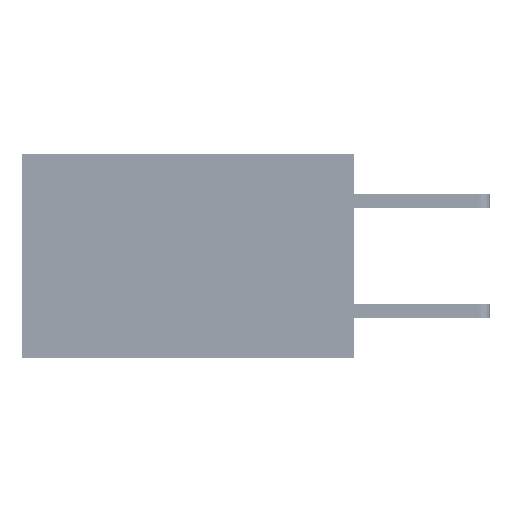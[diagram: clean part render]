
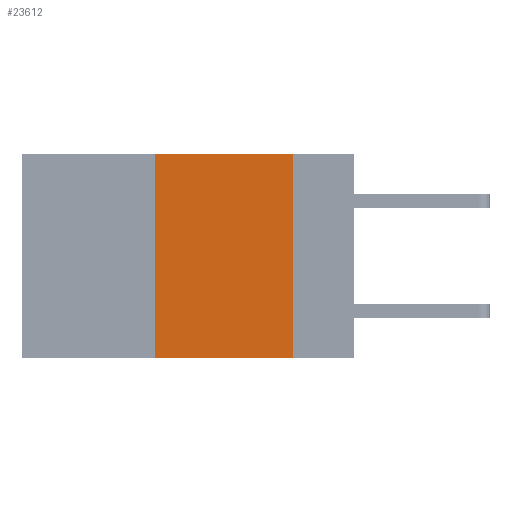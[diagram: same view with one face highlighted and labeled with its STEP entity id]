
A CAD part, left-side view. The second image highlights one B-rep face of the part: STEP entity #23612.
In plain terms, the highlighted planar face has unit normal (-1, 0, 0).
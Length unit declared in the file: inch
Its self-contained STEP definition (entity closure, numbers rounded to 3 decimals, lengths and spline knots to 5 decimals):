
#1998 = ORIENTED_EDGE ( 'NONE', *, *, #19876, .F. ) ;
#2511 = CARTESIAN_POINT ( 'NONE',  ( 0., 0.11, 0. ) ) ;
#4041 = CARTESIAN_POINT ( 'NONE',  ( 0., 0.11, -0.37 ) ) ;
#7421 = LINE ( 'NONE', #28576, #49012 ) ;
#7763 = PLANE ( 'NONE',  #16234 ) ;
#7900 = EDGE_CURVE ( 'NONE', #46370, #14479, #7421, .T. ) ;
#8087 = DIRECTION ( 'NONE',  ( 0., 0., -1. ) ) ;
#8865 = CARTESIAN_POINT ( 'NONE',  ( 0., 0.6, 0. ) ) ;
#10825 = CARTESIAN_POINT ( 'NONE',  ( 0., 0.36, 0. ) ) ;
#12444 = DIRECTION ( 'NONE',  ( 0., 0., 1. ) ) ;
#13665 = CARTESIAN_POINT ( 'NONE',  ( 0., 0.6, -0.37 ) ) ;
#14479 = VERTEX_POINT ( 'NONE', #10825 ) ;
#14864 = ORIENTED_EDGE ( 'NONE', *, *, #22756, .T. ) ;
#16234 = AXIS2_PLACEMENT_3D ( 'NONE', #16465, #25021, #49863 ) ;
#16236 = CARTESIAN_POINT ( 'NONE',  ( 0., 0.11, 0. ) ) ;
#16465 = CARTESIAN_POINT ( 'NONE',  ( 0., 0.6, 0. ) ) ;
#17613 = LINE ( 'NONE', #16236, #38388 ) ;
#19747 = ORIENTED_EDGE ( 'NONE', *, *, #7900, .F. ) ;
#19876 = EDGE_CURVE ( 'NONE', #50520, #25010, #17613, .T. ) ;
#19931 = CARTESIAN_POINT ( 'NONE',  ( 0., 0.36, -0.37 ) ) ;
#20940 = VECTOR ( 'NONE', #42728, 39.37008 ) ;
#22756 = EDGE_CURVE ( 'NONE', #46370, #25010, #37795, .T. ) ;
#23612 = ADVANCED_FACE ( 'NONE', ( #39062 ), #7763, .F. ) ;
#25010 = VERTEX_POINT ( 'NONE', #4041 ) ;
#25021 = DIRECTION ( 'NONE',  ( 1., 0., 0. ) ) ;
#27218 = LINE ( 'NONE', #8865, #50606 ) ;
#28576 = CARTESIAN_POINT ( 'NONE',  ( 0., 0.36, 0. ) ) ;
#34591 = DIRECTION ( 'NONE',  ( 0., -1., 0. ) ) ;
#37795 = LINE ( 'NONE', #13665, #20940 ) ;
#38388 = VECTOR ( 'NONE', #8087, 39.37008 ) ;
#38760 = EDGE_LOOP ( 'NONE', ( #1998, #43577, #19747, #14864 ) ) ;
#39062 = FACE_OUTER_BOUND ( 'NONE', #38760, .T. ) ;
#41407 = EDGE_CURVE ( 'NONE', #14479, #50520, #27218, .T. ) ;
#42728 = DIRECTION ( 'NONE',  ( 0., -1., 0. ) ) ;
#43577 = ORIENTED_EDGE ( 'NONE', *, *, #41407, .F. ) ;
#46370 = VERTEX_POINT ( 'NONE', #19931 ) ;
#49012 = VECTOR ( 'NONE', #12444, 39.37008 ) ;
#49863 = DIRECTION ( 'NONE',  ( 0., 0., -1. ) ) ;
#50520 = VERTEX_POINT ( 'NONE', #2511 ) ;
#50606 = VECTOR ( 'NONE', #34591, 39.37008 ) ;
